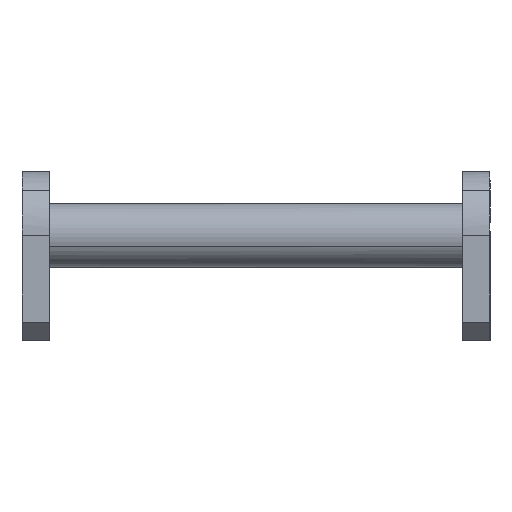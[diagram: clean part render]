
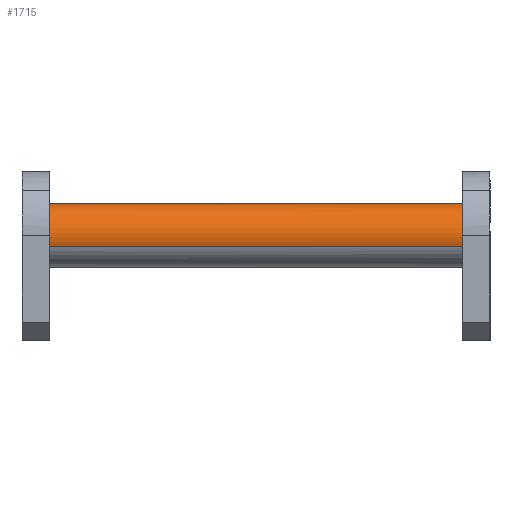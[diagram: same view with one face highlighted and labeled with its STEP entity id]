
A CAD part, left-side view. The second image highlights one B-rep face of the part: STEP entity #1715.
In plain terms, the highlighted free-form (B-spline) face has degree [2, 1] with [5, 2] control points.
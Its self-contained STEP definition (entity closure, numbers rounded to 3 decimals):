
#1313 = EDGE_CURVE('',#1314,#1316,#1318,.T.);
#1314 = VERTEX_POINT('',#1315);
#1315 = CARTESIAN_POINT('',(-270.689,183.596,
    37.142));
#1316 = VERTEX_POINT('',#1317);
#1317 = CARTESIAN_POINT('',(-270.689,-183.596,
    37.142));
#1318 = B_SPLINE_CURVE_WITH_KNOTS('',1,(#1319,#1320),.UNSPECIFIED.,.F.,
  .F.,(2,2),(-226.,226.),.PIECEWISE_BEZIER_KNOTS.);
#1319 = CARTESIAN_POINT('',(-270.689,183.596,
    37.142));
#1320 = CARTESIAN_POINT('',(-270.689,-183.596,
    37.142));
#1323 = VERTEX_POINT('',#1324);
#1324 = CARTESIAN_POINT('',(-217.14,183.596,
    56.281));
#1332 = EDGE_CURVE('',#1333,#1323,#1335,.T.);
#1333 = VERTEX_POINT('',#1334);
#1334 = CARTESIAN_POINT('',(-217.14,-183.596,
    56.281));
#1335 = B_SPLINE_CURVE_WITH_KNOTS('',1,(#1336,#1337),.UNSPECIFIED.,.F.,
  .F.,(2,2),(-226.,226.),.PIECEWISE_BEZIER_KNOTS.);
#1336 = CARTESIAN_POINT('',(-217.14,-183.596,
    56.281));
#1337 = CARTESIAN_POINT('',(-217.14,183.596,
    56.281));
#1665 = EDGE_CURVE('',#1666,#1333,#1668,.T.);
#1666 = VERTEX_POINT('',#1667);
#1667 = CARTESIAN_POINT('',(-268.556,-183.596,
    60.897));
#1668 = ( BOUNDED_CURVE() B_SPLINE_CURVE(2,(#1669,#1670,#1671),
.UNSPECIFIED.,.F.,.F.) B_SPLINE_CURVE_WITH_KNOTS((3,3),(0.866,
3.142),.PIECEWISE_BEZIER_KNOTS.) CURVE() 
GEOMETRIC_REPRESENTATION_ITEM() RATIONAL_B_SPLINE_CURVE((1.,
0.419,1.)) REPRESENTATION_ITEM('') );
#1669 = CARTESIAN_POINT('',(-268.556,-183.596,
    60.897));
#1670 = CARTESIAN_POINT('',(-237.853,-183.596,
    114.232));
#1671 = CARTESIAN_POINT('',(-217.14,-183.596,
    56.281));
#1673 = EDGE_CURVE('',#1316,#1666,#1674,.T.);
#1674 = ( BOUNDED_CURVE() B_SPLINE_CURVE(2,(#1675,#1676,#1677),
.UNSPECIFIED.,.F.,.F.) B_SPLINE_CURVE_WITH_KNOTS((3,3),(0.,
0.866),.PIECEWISE_BEZIER_KNOTS.) CURVE() 
GEOMETRIC_REPRESENTATION_ITEM() RATIONAL_B_SPLINE_CURVE((1.,
0.908,1.)) REPRESENTATION_ITEM('') );
#1675 = CARTESIAN_POINT('',(-270.689,-183.596,
    37.142));
#1676 = CARTESIAN_POINT('',(-275.11,-183.596,
    49.512));
#1677 = CARTESIAN_POINT('',(-268.556,-183.596,
    60.897));
#1692 = EDGE_CURVE('',#1693,#1314,#1695,.T.);
#1693 = VERTEX_POINT('',#1694);
#1694 = CARTESIAN_POINT('',(-268.556,183.596,
    60.897));
#1695 = ( BOUNDED_CURVE() B_SPLINE_CURVE(2,(#1696,#1697,#1698),
.UNSPECIFIED.,.F.,.F.) B_SPLINE_CURVE_WITH_KNOTS((3,3),(5.418,
6.283),.PIECEWISE_BEZIER_KNOTS.) CURVE() 
GEOMETRIC_REPRESENTATION_ITEM() RATIONAL_B_SPLINE_CURVE((1.,
0.908,1.)) REPRESENTATION_ITEM('') );
#1696 = CARTESIAN_POINT('',(-268.556,183.596,
    60.897));
#1697 = CARTESIAN_POINT('',(-275.11,183.596,
    49.512));
#1698 = CARTESIAN_POINT('',(-270.689,183.596,
    37.142));
#1700 = EDGE_CURVE('',#1323,#1693,#1701,.T.);
#1701 = ( BOUNDED_CURVE() B_SPLINE_CURVE(2,(#1702,#1703,#1704),
.UNSPECIFIED.,.F.,.F.) B_SPLINE_CURVE_WITH_KNOTS((3,3),(3.142,
5.418),.PIECEWISE_BEZIER_KNOTS.) CURVE() 
GEOMETRIC_REPRESENTATION_ITEM() RATIONAL_B_SPLINE_CURVE((1.,
0.419,1.)) REPRESENTATION_ITEM('') );
#1702 = CARTESIAN_POINT('',(-217.14,183.596,
    56.281));
#1703 = CARTESIAN_POINT('',(-237.853,183.596,
    114.232));
#1704 = CARTESIAN_POINT('',(-268.556,183.596,
    60.897));
#1715 = ADVANCED_FACE('',(#1716),#1724,.T.);
#1716 = FACE_BOUND('',#1717,.T.);
#1717 = EDGE_LOOP('',(#1718,#1719,#1720,#1721,#1722,#1723));
#1718 = ORIENTED_EDGE('',*,*,#1313,.T.);
#1719 = ORIENTED_EDGE('',*,*,#1673,.T.);
#1720 = ORIENTED_EDGE('',*,*,#1665,.T.);
#1721 = ORIENTED_EDGE('',*,*,#1332,.T.);
#1722 = ORIENTED_EDGE('',*,*,#1700,.T.);
#1723 = ORIENTED_EDGE('',*,*,#1692,.T.);
#1724 = ( BOUNDED_SURFACE() B_SPLINE_SURFACE(2,1,(
    (#1725,#1726)
    ,(#1727,#1728)
    ,(#1729,#1730)
    ,(#1731,#1732)
    ,(#1733,#1734
)),.UNSPECIFIED.,.F.,.F.,.F.) B_SPLINE_SURFACE_WITH_KNOTS((3,2,3),(2,2),
  (3.142,4.712,6.283),(-226.,226.),
.PIECEWISE_BEZIER_KNOTS.) GEOMETRIC_REPRESENTATION_ITEM() 
RATIONAL_B_SPLINE_SURFACE((
    (1.,1.)
    ,(0.707,0.707)
    ,(1.,1.)
    ,(0.707,0.707)
,(1.,1.))) REPRESENTATION_ITEM('') SURFACE() );
#1725 = CARTESIAN_POINT('',(-217.14,183.596,
    56.281));
#1726 = CARTESIAN_POINT('',(-217.14,-183.596,
    56.281));
#1727 = CARTESIAN_POINT('',(-226.71,183.596,
    83.055));
#1728 = CARTESIAN_POINT('',(-226.71,-183.596,
    83.055));
#1729 = CARTESIAN_POINT('',(-253.484,183.596,
    73.486));
#1730 = CARTESIAN_POINT('',(-253.484,-183.596,
    73.486));
#1731 = CARTESIAN_POINT('',(-280.259,183.596,
    63.916));
#1732 = CARTESIAN_POINT('',(-280.259,-183.596,
    63.916));
#1733 = CARTESIAN_POINT('',(-270.689,183.596,
    37.142));
#1734 = CARTESIAN_POINT('',(-270.689,-183.596,
    37.142));
